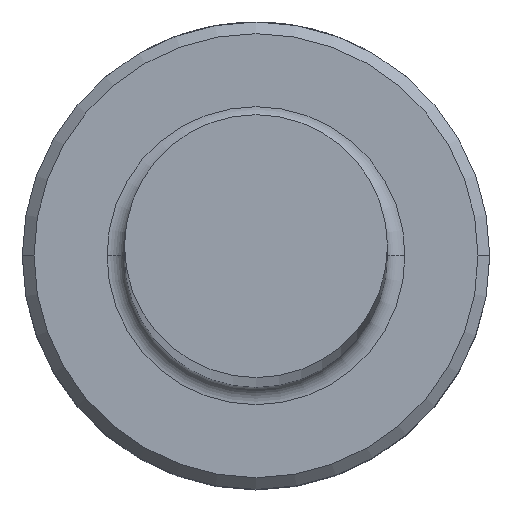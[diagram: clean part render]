
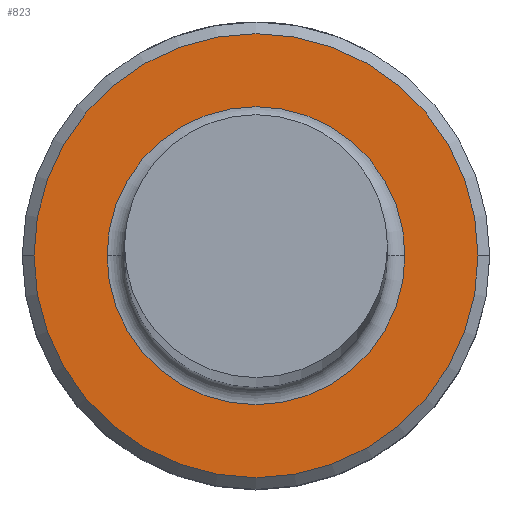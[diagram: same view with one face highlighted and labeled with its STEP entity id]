
A CAD part, top view. The second image highlights one B-rep face of the part: STEP entity #823.
In plain terms, the highlighted planar face has unit normal (0, 0, 1).
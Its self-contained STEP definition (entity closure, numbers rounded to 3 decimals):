
#7 = DIRECTION ( 'NONE',  ( 1., 0., 0. ) ) ;
#24 = PLANE ( 'NONE',  #1007 ) ;
#28 = VERTEX_POINT ( 'NONE', #591 ) ;
#30 = DIRECTION ( 'NONE',  ( 1., 0., 0. ) ) ;
#34 = VERTEX_POINT ( 'NONE', #826 ) ;
#117 = ORIENTED_EDGE ( 'NONE', *, *, #778, .T. ) ;
#191 = CARTESIAN_POINT ( 'NONE',  ( -3.8, 0., 6. ) ) ;
#220 = CARTESIAN_POINT ( 'NONE',  ( 0., 0., 6. ) ) ;
#231 = CARTESIAN_POINT ( 'NONE',  ( 3.8, 0., 6. ) ) ;
#246 = ORIENTED_EDGE ( 'NONE', *, *, #992, .T. ) ;
#269 = AXIS2_PLACEMENT_3D ( 'NONE', #271, #887, #366 ) ;
#271 = CARTESIAN_POINT ( 'NONE',  ( 0., 0., 6. ) ) ;
#318 = DIRECTION ( 'NONE',  ( -1., 0., 0. ) ) ;
#346 = EDGE_LOOP ( 'NONE', ( #631, #117 ) ) ;
#366 = DIRECTION ( 'NONE',  ( 1., 0., 0. ) ) ;
#400 = CARTESIAN_POINT ( 'NONE',  ( 0., 0., 6. ) ) ;
#419 = CIRCLE ( 'NONE', #503, 2.55 ) ;
#431 = FACE_BOUND ( 'NONE', #346, .T. ) ;
#451 = AXIS2_PLACEMENT_3D ( 'NONE', #1087, #557, #7 ) ;
#455 = FACE_OUTER_BOUND ( 'NONE', #1085, .T. ) ;
#478 = DIRECTION ( 'NONE',  ( 0., 0., -1. ) ) ;
#498 = CIRCLE ( 'NONE', #451, 3.8 ) ;
#503 = AXIS2_PLACEMENT_3D ( 'NONE', #220, #840, #318 ) ;
#557 = DIRECTION ( 'NONE',  ( 0., 0., 1. ) ) ;
#575 = DIRECTION ( 'NONE',  ( 0., 0., 1. ) ) ;
#591 = CARTESIAN_POINT ( 'NONE',  ( 2.55, 0., 6. ) ) ;
#631 = ORIENTED_EDGE ( 'NONE', *, *, #1157, .T. ) ;
#649 = AXIS2_PLACEMENT_3D ( 'NONE', #1005, #478, #1097 ) ;
#715 = CIRCLE ( 'NONE', #649, 2.55 ) ;
#778 = EDGE_CURVE ( 'NONE', #28, #34, #715, .T. ) ;
#783 = CIRCLE ( 'NONE', #269, 3.8 ) ;
#823 = ADVANCED_FACE ( 'NONE', ( #455, #431 ), #24, .T. ) ;
#826 = CARTESIAN_POINT ( 'NONE',  ( -2.55, 0., 6. ) ) ;
#840 = DIRECTION ( 'NONE',  ( 0., 0., -1. ) ) ;
#887 = DIRECTION ( 'NONE',  ( 0., 0., 1. ) ) ;
#967 = VERTEX_POINT ( 'NONE', #231 ) ;
#992 = EDGE_CURVE ( 'NONE', #1029, #967, #783, .T. ) ;
#1005 = CARTESIAN_POINT ( 'NONE',  ( 0., 0., 6. ) ) ;
#1007 = AXIS2_PLACEMENT_3D ( 'NONE', #400, #575, #30 ) ;
#1029 = VERTEX_POINT ( 'NONE', #191 ) ;
#1064 = ORIENTED_EDGE ( 'NONE', *, *, #1079, .T. ) ;
#1079 = EDGE_CURVE ( 'NONE', #967, #1029, #498, .T. ) ;
#1085 = EDGE_LOOP ( 'NONE', ( #246, #1064 ) ) ;
#1087 = CARTESIAN_POINT ( 'NONE',  ( 0., 0., 6. ) ) ;
#1097 = DIRECTION ( 'NONE',  ( -1., 0., 0. ) ) ;
#1157 = EDGE_CURVE ( 'NONE', #34, #28, #419, .T. ) ;
